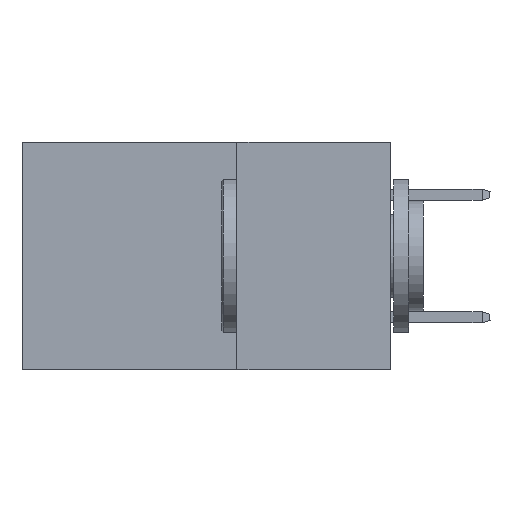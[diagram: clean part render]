
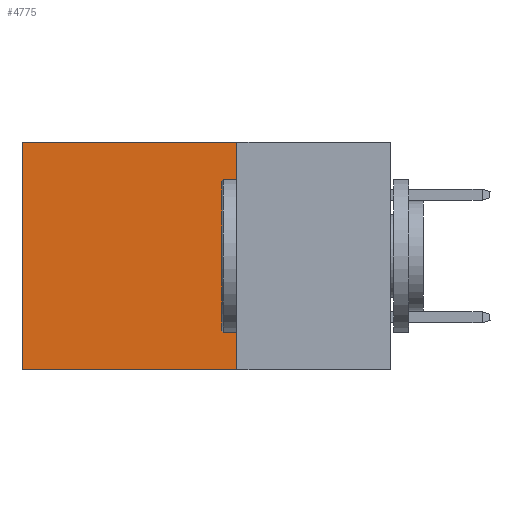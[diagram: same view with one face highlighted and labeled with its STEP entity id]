
A CAD part, left-side view. The second image highlights one B-rep face of the part: STEP entity #4775.
In plain terms, the highlighted planar face has unit normal (-1, 0, 0).
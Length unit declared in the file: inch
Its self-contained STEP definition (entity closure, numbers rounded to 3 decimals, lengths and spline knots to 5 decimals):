
#1366 = ORIENTED_EDGE ( 'NONE', *, *, #25760, .T. ) ;
#1558 = DIRECTION ( 'NONE',  ( 0., 0., -1. ) ) ;
#1577 = EDGE_CURVE ( 'NONE', #12598, #26662, #6349, .T. ) ;
#2040 = CARTESIAN_POINT ( 'NONE',  ( 0.2875, 0.25, -0.37 ) ) ;
#2814 = AXIS2_PLACEMENT_3D ( 'NONE', #31723, #11647, #23956 ) ;
#3442 = EDGE_CURVE ( 'NONE', #12032, #7785, #8179, .T. ) ;
#4385 = ORIENTED_EDGE ( 'NONE', *, *, #20208, .F. ) ;
#4775 = ADVANCED_FACE ( 'NONE', ( #8487 ), #6409, .F. ) ;
#6349 = LINE ( 'NONE', #31483, #21275 ) ;
#6409 = PLANE ( 'NONE',  #2814 ) ;
#6596 = DIRECTION ( 'NONE',  ( 0., 0., -1. ) ) ;
#7638 = CARTESIAN_POINT ( 'NONE',  ( 0.2875, 0.6, 0. ) ) ;
#7785 = VERTEX_POINT ( 'NONE', #15668 ) ;
#8179 = LINE ( 'NONE', #14159, #17619 ) ;
#8487 = FACE_OUTER_BOUND ( 'NONE', #26547, .T. ) ;
#10245 = VECTOR ( 'NONE', #13389, 39.37008 ) ;
#10745 = CARTESIAN_POINT ( 'NONE',  ( 0.2875, 0.25, 0. ) ) ;
#11647 = DIRECTION ( 'NONE',  ( 1., 0., 0. ) ) ;
#12032 = VERTEX_POINT ( 'NONE', #7638 ) ;
#12598 = VERTEX_POINT ( 'NONE', #27032 ) ;
#13389 = DIRECTION ( 'NONE',  ( 0., 1., 0. ) ) ;
#14159 = CARTESIAN_POINT ( 'NONE',  ( 0.2875, 0.6, 0. ) ) ;
#14760 = CARTESIAN_POINT ( 'NONE',  ( 0.2875, 0.25, -0.37 ) ) ;
#15668 = CARTESIAN_POINT ( 'NONE',  ( 0.2875, 0.6, -0.37 ) ) ;
#16345 = LINE ( 'NONE', #2040, #31993 ) ;
#16927 = LINE ( 'NONE', #10745, #10245 ) ;
#17619 = VECTOR ( 'NONE', #1558, 39.37008 ) ;
#19506 = DIRECTION ( 'NONE',  ( 0., 1., 0. ) ) ;
#20208 = EDGE_CURVE ( 'NONE', #26662, #7785, #16345, .T. ) ;
#21275 = VECTOR ( 'NONE', #6596, 39.37008 ) ;
#23956 = DIRECTION ( 'NONE',  ( 0., 0., -1. ) ) ;
#24384 = ORIENTED_EDGE ( 'NONE', *, *, #1577, .F. ) ;
#25760 = EDGE_CURVE ( 'NONE', #12598, #12032, #16927, .T. ) ;
#26547 = EDGE_LOOP ( 'NONE', ( #31635, #4385, #24384, #1366 ) ) ;
#26662 = VERTEX_POINT ( 'NONE', #14760 ) ;
#27032 = CARTESIAN_POINT ( 'NONE',  ( 0.2875, 0.25, 0. ) ) ;
#31483 = CARTESIAN_POINT ( 'NONE',  ( 0.2875, 0.25, 0. ) ) ;
#31635 = ORIENTED_EDGE ( 'NONE', *, *, #3442, .T. ) ;
#31723 = CARTESIAN_POINT ( 'NONE',  ( 0.2875, 0.25, 0. ) ) ;
#31993 = VECTOR ( 'NONE', #19506, 39.37008 ) ;
